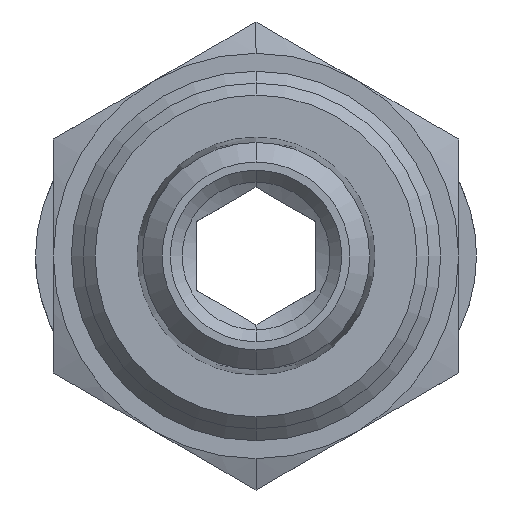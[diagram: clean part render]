
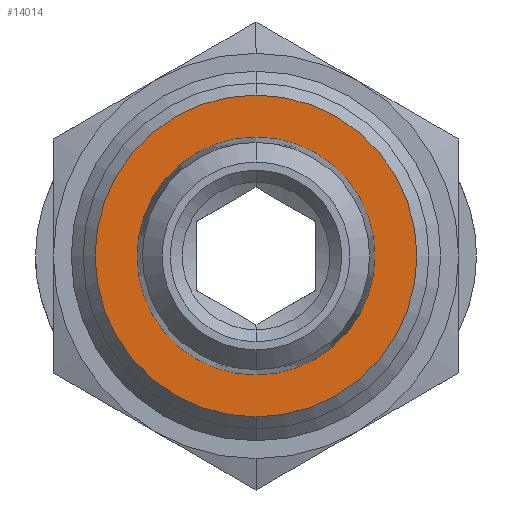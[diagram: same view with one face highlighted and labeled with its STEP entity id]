
A CAD part, left-side view. The second image highlights one B-rep face of the part: STEP entity #14014.
In plain terms, the highlighted face is planar.
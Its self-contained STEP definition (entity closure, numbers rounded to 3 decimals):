
#259=CARTESIAN_POINT('',(-4.99,0.,-4.6));
#260=VERTEX_POINT('',#259);
#276=CARTESIAN_POINT('',(4.99,0.,-4.6));
#277=VERTEX_POINT('',#276);
#284=CARTESIAN_POINT('',(0.0,0.,-4.6));
#285=DIRECTION('',(0.0,0.0,1.0));
#286=DIRECTION('',(-1.0,0.0,0.0));
#287=AXIS2_PLACEMENT_3D('',#284,#285,#286);
#288=CIRCLE('',#287,4.99);
#289=EDGE_CURVE('',#260,#277,#288,.T.);
#647=CARTESIAN_POINT('',(6.75,0.,-4.6));
#648=VERTEX_POINT('',#647);
#664=CARTESIAN_POINT('',(-6.75,0.,-4.6));
#665=VERTEX_POINT('',#664);
#672=CARTESIAN_POINT('',(0.,0.,-4.6));
#673=DIRECTION('',(0.0,0.0,1.0));
#674=DIRECTION('',(1.0,0.0,0.0));
#675=AXIS2_PLACEMENT_3D('',#672,#673,#674);
#676=CIRCLE('',#675,6.75);
#677=EDGE_CURVE('',#665,#648,#676,.T.);
#13983=CARTESIAN_POINT('',(0.,0.,-4.6));
#13984=DIRECTION('',(0.0,0.0,1.0));
#13985=DIRECTION('',(1.0,0.0,0.0));
#13986=AXIS2_PLACEMENT_3D('',#13983,#13984,#13985);
#13987=CIRCLE('',#13986,6.75);
#13988=EDGE_CURVE('',#648,#665,#13987,.T.);
#13995=CARTESIAN_POINT('',(-6.25,0.,-4.6));
#13996=DIRECTION('',(0.0,0.0,-1.0));
#13997=DIRECTION('',(-1.0,0.0,0.0));
#13998=AXIS2_PLACEMENT_3D('',#13995,#13996,#13997);
#13999=PLANE('',#13998);
#14000=ORIENTED_EDGE('',*,*,#677,.F.);
#14001=ORIENTED_EDGE('',*,*,#13988,.F.);
#14002=EDGE_LOOP('',(#14000,#14001));
#14003=FACE_OUTER_BOUND('',#14002,.T.);
#14004=ORIENTED_EDGE('',*,*,#289,.T.);
#14005=CARTESIAN_POINT('',(0.0,0.,-4.6));
#14006=DIRECTION('',(0.0,0.0,1.0));
#14007=DIRECTION('',(-1.0,0.0,0.0));
#14008=AXIS2_PLACEMENT_3D('',#14005,#14006,#14007);
#14009=CIRCLE('',#14008,4.99);
#14010=EDGE_CURVE('',#277,#260,#14009,.T.);
#14011=ORIENTED_EDGE('',*,*,#14010,.T.);
#14012=EDGE_LOOP('',(#14004,#14011));
#14013=FACE_BOUND('',#14012,.T.);
#14014=ADVANCED_FACE('',(#14003,#14013),#13999,.T.);
